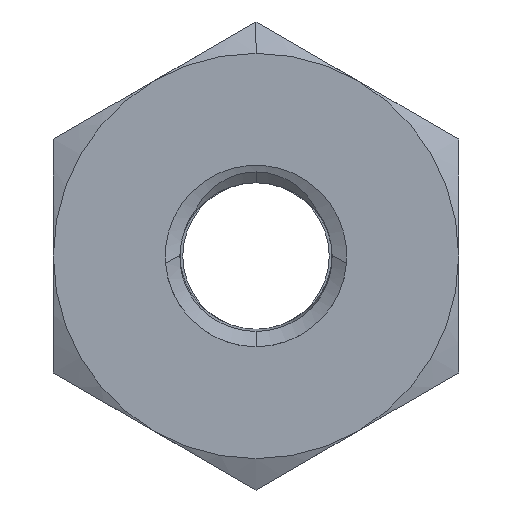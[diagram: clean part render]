
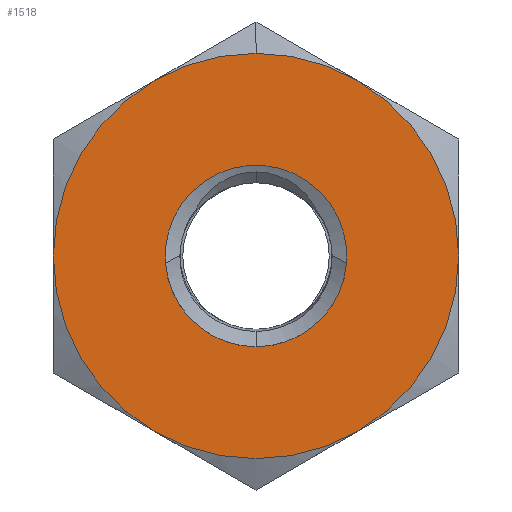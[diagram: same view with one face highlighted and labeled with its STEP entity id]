
A CAD part, front view. The second image highlights one B-rep face of the part: STEP entity #1518.
In plain terms, the highlighted planar face has unit normal (0, -1, 0).
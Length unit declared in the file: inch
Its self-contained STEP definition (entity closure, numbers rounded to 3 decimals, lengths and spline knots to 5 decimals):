
#31 = AXIS2_PLACEMENT_3D ( 'NONE', #1226, #1058, #1073 ) ;
#39 = PLANE ( 'NONE',  #1775 ) ;
#54 = VERTEX_POINT ( 'NONE', #82 ) ;
#65 = EDGE_CURVE ( 'NONE', #1499, #2063, #2064, .T. ) ;
#77 = AXIS2_PLACEMENT_3D ( 'NONE', #1185, #1089, #1015 ) ;
#82 = CARTESIAN_POINT ( 'NONE',  ( 0.0625, 0., -0.10825 ) ) ;
#130 = DIRECTION ( 'NONE',  ( 0., 0., -1. ) ) ;
#156 = DIRECTION ( 'NONE',  ( 0., -1., 0. ) ) ;
#202 = CARTESIAN_POINT ( 'NONE',  ( 0.125, 0., 0. ) ) ;
#213 = EDGE_CURVE ( 'NONE', #2089, #1499, #1992, .T. ) ;
#215 = DIRECTION ( 'NONE',  ( 0., 0., -1. ) ) ;
#222 = CARTESIAN_POINT ( 'NONE',  ( 0., 0., 0. ) ) ;
#226 = DIRECTION ( 'NONE',  ( 0., -1., 0. ) ) ;
#257 = EDGE_CURVE ( 'NONE', #1599, #1699, #450, .T. ) ;
#291 = EDGE_CURVE ( 'NONE', #1747, #2089, #301, .T. ) ;
#299 = ORIENTED_EDGE ( 'NONE', *, *, #877, .F. ) ;
#301 = CIRCLE ( 'NONE', #304, 0.125 ) ;
#304 = AXIS2_PLACEMENT_3D ( 'NONE', #312, #226, #215 ) ;
#312 = CARTESIAN_POINT ( 'NONE',  ( 0., 0., 0. ) ) ;
#388 = DIRECTION ( 'NONE',  ( 0., 0., 1. ) ) ;
#391 = CARTESIAN_POINT ( 'NONE',  ( 0., 0., -0.056 ) ) ;
#425 = CIRCLE ( 'NONE', #2001, 0.056 ) ;
#450 = CIRCLE ( 'NONE', #77, 0.056 ) ;
#453 = CIRCLE ( 'NONE', #2122, 0.125 ) ;
#499 = CARTESIAN_POINT ( 'NONE',  ( -0.125, 0., 0. ) ) ;
#535 = DIRECTION ( 'NONE',  ( 0., 0., -1. ) ) ;
#539 = DIRECTION ( 'NONE',  ( 0., 0., -1. ) ) ;
#544 = ORIENTED_EDGE ( 'NONE', *, *, #213, .T. ) ;
#556 = DIRECTION ( 'NONE',  ( 0., -1., 0. ) ) ;
#568 = CARTESIAN_POINT ( 'NONE',  ( 0., 0., 0. ) ) ;
#569 = ORIENTED_EDGE ( 'NONE', *, *, #257, .F. ) ;
#727 = CARTESIAN_POINT ( 'NONE',  ( 0., 0., -0.14434 ) ) ;
#765 = EDGE_CURVE ( 'NONE', #1699, #794, #425, .T. ) ;
#794 = VERTEX_POINT ( 'NONE', #391 ) ;
#796 = CARTESIAN_POINT ( 'NONE',  ( 0., 0., 0. ) ) ;
#805 = EDGE_CURVE ( 'NONE', #1055, #1747, #453, .T. ) ;
#821 = ORIENTED_EDGE ( 'NONE', *, *, #765, .F. ) ;
#869 = CARTESIAN_POINT ( 'NONE',  ( -0.0625, 0., -0.10825 ) ) ;
#877 = EDGE_CURVE ( 'NONE', #794, #1599, #1680, .T. ) ;
#895 = DIRECTION ( 'NONE',  ( 0., -1., 0. ) ) ;
#912 = CARTESIAN_POINT ( 'NONE',  ( 0., 0., 0. ) ) ;
#914 = CARTESIAN_POINT ( 'NONE',  ( 0., 0., 0. ) ) ;
#974 = DIRECTION ( 'NONE',  ( 0., 0., -1. ) ) ;
#1010 = CARTESIAN_POINT ( 'NONE',  ( -0.05582, 0., -0.00449 ) ) ;
#1015 = DIRECTION ( 'NONE',  ( 0., 0., -1. ) ) ;
#1055 = VERTEX_POINT ( 'NONE', #202 ) ;
#1058 = DIRECTION ( 'NONE',  ( 0., -1., 0. ) ) ;
#1073 = DIRECTION ( 'NONE',  ( 0., 0., -1. ) ) ;
#1082 = FACE_BOUND ( 'NONE', #2034, .T. ) ;
#1089 = DIRECTION ( 'NONE',  ( 0., -1., 0. ) ) ;
#1091 = DIRECTION ( 'NONE',  ( 0., 0., -1. ) ) ;
#1092 = ORIENTED_EDGE ( 'NONE', *, *, #65, .T. ) ;
#1094 = DIRECTION ( 'NONE',  ( 0., 0., -1. ) ) ;
#1127 = CARTESIAN_POINT ( 'NONE',  ( 0.05582, 0., -0.00449 ) ) ;
#1185 = CARTESIAN_POINT ( 'NONE',  ( 0., 0., 0. ) ) ;
#1226 = CARTESIAN_POINT ( 'NONE',  ( 0., 0., 0. ) ) ;
#1250 = CARTESIAN_POINT ( 'NONE',  ( -0.0625, 0., 0.10825 ) ) ;
#1276 = EDGE_CURVE ( 'NONE', #54, #1055, #1909, .T. ) ;
#1291 = AXIS2_PLACEMENT_3D ( 'NONE', #222, #156, #130 ) ;
#1317 = AXIS2_PLACEMENT_3D ( 'NONE', #796, #2077, #974 ) ;
#1446 = DIRECTION ( 'NONE',  ( 0., 1., 0. ) ) ;
#1465 = VERTEX_POINT ( 'NONE', #869 ) ;
#1499 = VERTEX_POINT ( 'NONE', #1250 ) ;
#1518 = ADVANCED_FACE ( 'NONE', ( #1082, #1835 ), #39, .F. ) ;
#1524 = EDGE_CURVE ( 'NONE', #1465, #54, #2186, .T. ) ;
#1586 = CARTESIAN_POINT ( 'NONE',  ( 0., 0., 0.125 ) ) ;
#1599 = VERTEX_POINT ( 'NONE', #1127 ) ;
#1606 = EDGE_LOOP ( 'NONE', ( #1637, #544, #1092, #1846, #2149, #2319, #2003 ) ) ;
#1637 = ORIENTED_EDGE ( 'NONE', *, *, #291, .T. ) ;
#1645 = AXIS2_PLACEMENT_3D ( 'NONE', #914, #2201, #1094 ) ;
#1680 = CIRCLE ( 'NONE', #31, 0.056 ) ;
#1686 = AXIS2_PLACEMENT_3D ( 'NONE', #912, #2196, #1091 ) ;
#1699 = VERTEX_POINT ( 'NONE', #1010 ) ;
#1747 = VERTEX_POINT ( 'NONE', #2160 ) ;
#1775 = AXIS2_PLACEMENT_3D ( 'NONE', #727, #1446, #388 ) ;
#1789 = EDGE_CURVE ( 'NONE', #2063, #1465, #1967, .T. ) ;
#1835 = FACE_OUTER_BOUND ( 'NONE', #1606, .T. ) ;
#1846 = ORIENTED_EDGE ( 'NONE', *, *, #1789, .T. ) ;
#1869 = CARTESIAN_POINT ( 'NONE',  ( 0., 0., 0. ) ) ;
#1909 = CIRCLE ( 'NONE', #1317, 0.125 ) ;
#1924 = AXIS2_PLACEMENT_3D ( 'NONE', #2025, #2014, #2007 ) ;
#1967 = CIRCLE ( 'NONE', #1686, 0.125 ) ;
#1992 = CIRCLE ( 'NONE', #1924, 0.125 ) ;
#2001 = AXIS2_PLACEMENT_3D ( 'NONE', #568, #556, #539 ) ;
#2003 = ORIENTED_EDGE ( 'NONE', *, *, #805, .T. ) ;
#2007 = DIRECTION ( 'NONE',  ( 0., 0., -1. ) ) ;
#2014 = DIRECTION ( 'NONE',  ( 0., -1., 0. ) ) ;
#2025 = CARTESIAN_POINT ( 'NONE',  ( 0., 0., 0. ) ) ;
#2034 = EDGE_LOOP ( 'NONE', ( #569, #299, #821 ) ) ;
#2063 = VERTEX_POINT ( 'NONE', #499 ) ;
#2064 = CIRCLE ( 'NONE', #1291, 0.125 ) ;
#2077 = DIRECTION ( 'NONE',  ( 0., -1., 0. ) ) ;
#2089 = VERTEX_POINT ( 'NONE', #1586 ) ;
#2122 = AXIS2_PLACEMENT_3D ( 'NONE', #1869, #895, #535 ) ;
#2149 = ORIENTED_EDGE ( 'NONE', *, *, #1524, .T. ) ;
#2160 = CARTESIAN_POINT ( 'NONE',  ( 0.0625, 0., 0.10825 ) ) ;
#2186 = CIRCLE ( 'NONE', #1645, 0.125 ) ;
#2196 = DIRECTION ( 'NONE',  ( 0., -1., 0. ) ) ;
#2201 = DIRECTION ( 'NONE',  ( 0., -1., 0. ) ) ;
#2319 = ORIENTED_EDGE ( 'NONE', *, *, #1276, .T. ) ;
